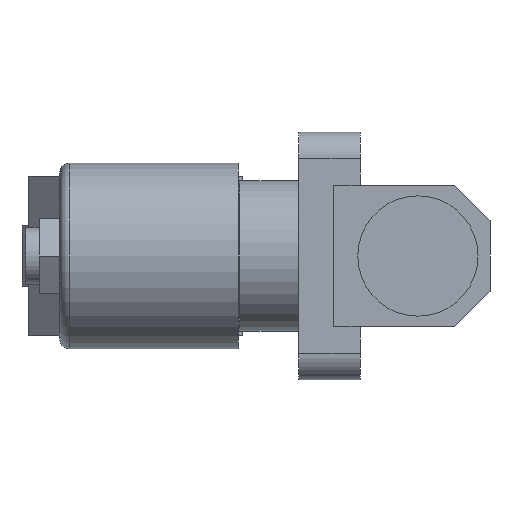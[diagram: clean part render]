
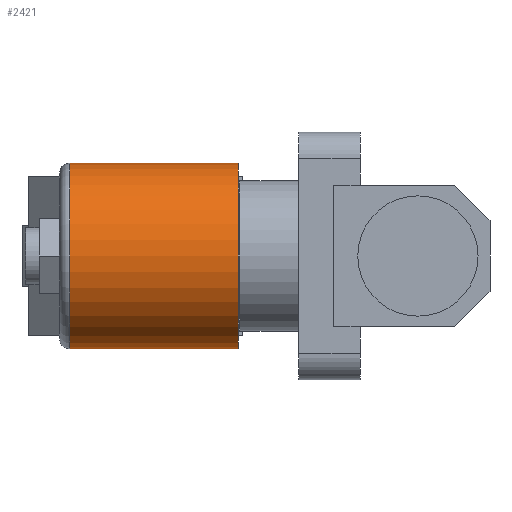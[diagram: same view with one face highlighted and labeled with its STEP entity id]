
A CAD part, left-side view. The second image highlights one B-rep face of the part: STEP entity #2421.
In plain terms, the highlighted cylindrical face has radius 21 mm (diameter 42 mm), a partial arc.
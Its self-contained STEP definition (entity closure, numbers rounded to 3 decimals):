
#112 = DIRECTION ( 'NONE',  ( 0., -1., 0. ) ) ;
#265 = CIRCLE ( 'NONE', #2394, 21. ) ;
#294 = ORIENTED_EDGE ( 'NONE', *, *, #347, .T. ) ;
#322 = CIRCLE ( 'NONE', #1382, 21. ) ;
#347 = EDGE_CURVE ( 'NONE', #1539, #1093, #407, .T. ) ;
#357 = DIRECTION ( 'NONE',  ( 0., -1., 0. ) ) ;
#407 = LINE ( 'NONE', #468, #2620 ) ;
#410 = EDGE_CURVE ( 'NONE', #1334, #1539, #265, .T. ) ;
#468 = CARTESIAN_POINT ( 'NONE',  ( 0., 47.96, -21. ) ) ;
#490 = EDGE_CURVE ( 'NONE', #1334, #797, #929, .T. ) ;
#517 = CARTESIAN_POINT ( 'NONE',  ( 0., 45.66, 21. ) ) ;
#797 = VERTEX_POINT ( 'NONE', #1870 ) ;
#815 = CARTESIAN_POINT ( 'NONE',  ( 0., 45.66, -21. ) ) ;
#859 = AXIS2_PLACEMENT_3D ( 'NONE', #1668, #357, #2513 ) ;
#929 = LINE ( 'NONE', #2201, #1206 ) ;
#972 = CYLINDRICAL_SURFACE ( 'NONE', #859, 21. ) ;
#1093 = VERTEX_POINT ( 'NONE', #1295 ) ;
#1206 = VECTOR ( 'NONE', #112, 1000. ) ;
#1281 = DIRECTION ( 'NONE',  ( 0., -1., 0. ) ) ;
#1295 = CARTESIAN_POINT ( 'NONE',  ( 0., 7.56, -21. ) ) ;
#1334 = VERTEX_POINT ( 'NONE', #517 ) ;
#1382 = AXIS2_PLACEMENT_3D ( 'NONE', #1448, #2292, #2086 ) ;
#1412 = ORIENTED_EDGE ( 'NONE', *, *, #410, .T. ) ;
#1448 = CARTESIAN_POINT ( 'NONE',  ( 0., 7.56, 0. ) ) ;
#1454 = EDGE_CURVE ( 'NONE', #1093, #797, #322, .T. ) ;
#1539 = VERTEX_POINT ( 'NONE', #815 ) ;
#1668 = CARTESIAN_POINT ( 'NONE',  ( 0., 47.96, 0. ) ) ;
#1870 = CARTESIAN_POINT ( 'NONE',  ( 0., 7.56, 21. ) ) ;
#1900 = DIRECTION ( 'NONE',  ( 0., 0., 1. ) ) ;
#2086 = DIRECTION ( 'NONE',  ( 0., 0., 1. ) ) ;
#2201 = CARTESIAN_POINT ( 'NONE',  ( 0., 47.96, 21. ) ) ;
#2265 = EDGE_LOOP ( 'NONE', ( #2419, #1412, #294, #2283 ) ) ;
#2283 = ORIENTED_EDGE ( 'NONE', *, *, #1454, .T. ) ;
#2292 = DIRECTION ( 'NONE',  ( 0., 1., 0. ) ) ;
#2335 = CARTESIAN_POINT ( 'NONE',  ( 0., 45.66, 0. ) ) ;
#2394 = AXIS2_PLACEMENT_3D ( 'NONE', #2335, #1281, #1900 ) ;
#2419 = ORIENTED_EDGE ( 'NONE', *, *, #490, .F. ) ;
#2421 = ADVANCED_FACE ( 'NONE', ( #2723 ), #972, .T. ) ;
#2513 = DIRECTION ( 'NONE',  ( 0., 0., -1. ) ) ;
#2545 = DIRECTION ( 'NONE',  ( 0., -1., 0. ) ) ;
#2620 = VECTOR ( 'NONE', #2545, 1000. ) ;
#2723 = FACE_OUTER_BOUND ( 'NONE', #2265, .T. ) ;
